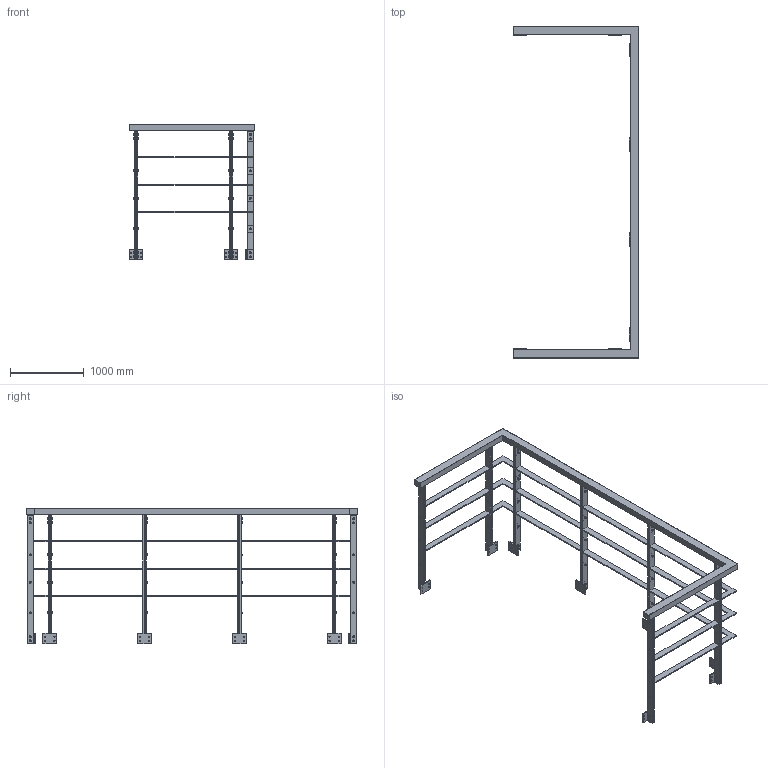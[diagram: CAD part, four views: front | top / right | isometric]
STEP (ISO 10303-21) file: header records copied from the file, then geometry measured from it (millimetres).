
FILE_DESCRIPTION(('FreeCAD Model'),'2;1');
FILE_NAME('Open CASCADE Shape Model','2025-04-17T06:45:00',('FreeCAD'),( 'FreeCAD'),'Open CASCADE STEP processor 7.6','FreeCAD','Unknown');
FILE_SCHEMA(('AUTOMOTIVE_DESIGN { 1 0 10303 214 1 1 1 1 }'));
Products named in the file (1): Open CASCADE STEP translator 7.6 1
Bounding box: 1703.38 x 4508.95 x 1846.52 mm (x, y, z)
Volume: 145692132.9 mm3; surface area: 14954448.1 mm2
Topology: 170 solids, 170 shells, 3114 faces, 7894 edges, 5224 vertices
Faces by surface type: bspline 3114
Entity records: 129346 total; most frequent: CARTESIAN_POINT 82513, ORIENTED_EDGE 15788, EDGE_CURVE 7894, B_SPLINE_CURVE_WITH_KNOTS 5466, VERTEX_POINT 5224, FACE_BOUND 3758, EDGE_LOOP 3758, ADVANCED_FACE 3114
